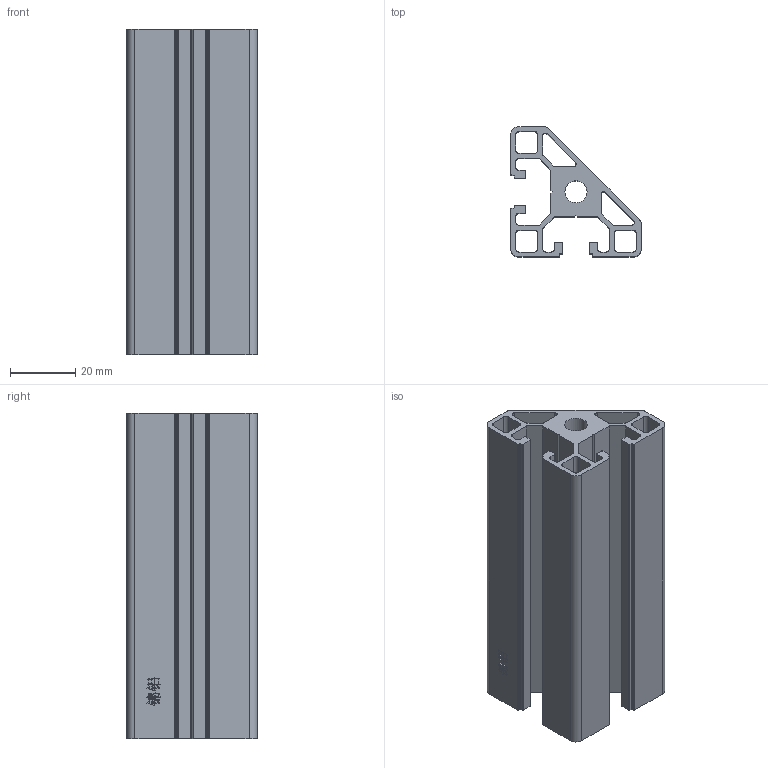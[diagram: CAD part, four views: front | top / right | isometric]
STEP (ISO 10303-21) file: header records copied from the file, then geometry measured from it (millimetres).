
FILE_DESCRIPTION (( 'STEP AP203' ), '1' );
FILE_NAME ('JL-8-4040ERB.STEP', '2019-07-24T02:06:08', ( 'User' ), ( 'China' ), 'SwSTEP 2.0', 'SolidWorks 2015', '' );
FILE_SCHEMA (( 'CONFIG_CONTROL_DESIGN' ));
Length unit declared in the file: millimetre
Products named in the file (1): JL-8-4040ERB
Bounding box: 40 x 40 x 100 mm (x, y, z)
Volume: 47582.2 mm3; surface area: 42128.1 mm2
Topology: 1 solids, 1 shells, 278 faces, 801 edges, 534 vertices
Faces by surface type: plane 195, cylinder 55, bspline 28
Entity records: 10048 total; most frequent: CARTESIAN_POINT 2722, ORIENTED_EDGE 1602, DIRECTION 1357, EDGE_CURVE 801, VECTOR 635, LINE 635, VERTEX_POINT 534, AXIS2_PLACEMENT_3D 361
